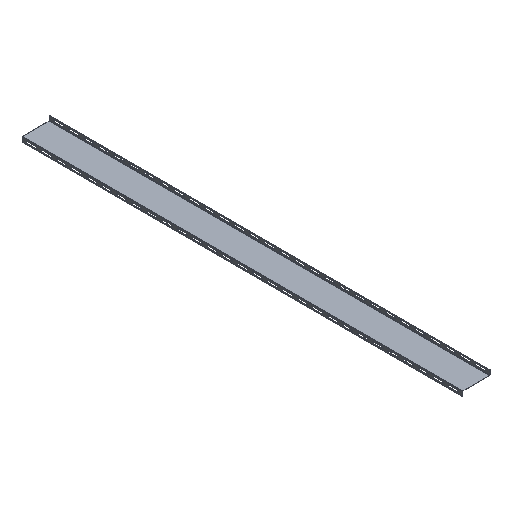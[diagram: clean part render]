
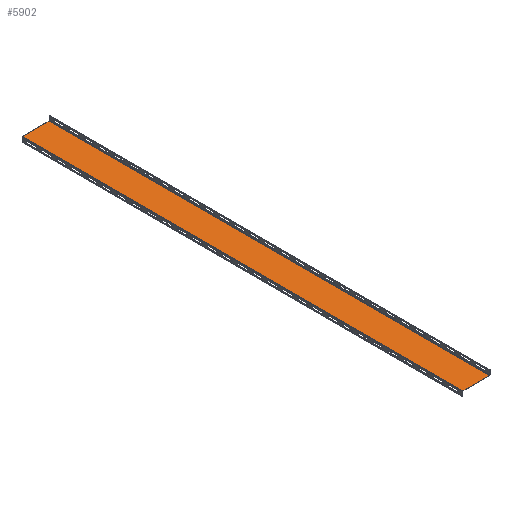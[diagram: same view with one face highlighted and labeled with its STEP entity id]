
A CAD part, isometric view. The second image highlights one B-rep face of the part: STEP entity #5902.
In plain terms, the highlighted planar face has unit normal (0, 0, 1).
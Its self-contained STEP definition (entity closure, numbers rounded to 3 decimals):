
#306 = CARTESIAN_POINT ( 'NONE',  ( 110.3, 1798., 0. ) ) ;
#490 = LINE ( 'NONE', #3051, #1297 ) ;
#864 = CARTESIAN_POINT ( 'NONE',  ( 0., 1798., 0. ) ) ;
#1297 = VECTOR ( 'NONE', #3004, 1000. ) ;
#1317 = ORIENTED_EDGE ( 'NONE', *, *, #3227, .T. ) ;
#1427 = CARTESIAN_POINT ( 'NONE',  ( 0., 0., 0. ) ) ;
#1877 = VERTEX_POINT ( 'NONE', #3950 ) ;
#1961 = DIRECTION ( 'NONE',  ( -1., 0., 0. ) ) ;
#2128 = CARTESIAN_POINT ( 'NONE',  ( 1.7, 1798., 0. ) ) ;
#2666 = ORIENTED_EDGE ( 'NONE', *, *, #5962, .F. ) ;
#2959 = VERTEX_POINT ( 'NONE', #306 ) ;
#3004 = DIRECTION ( 'NONE',  ( 1., 0., 0. ) ) ;
#3051 = CARTESIAN_POINT ( 'NONE',  ( 0., 0., 0. ) ) ;
#3227 = EDGE_CURVE ( 'NONE', #1877, #6252, #8110, .T. ) ;
#3286 = PLANE ( 'NONE',  #6247 ) ;
#3918 = ORIENTED_EDGE ( 'NONE', *, *, #4503, .T. ) ;
#3950 = CARTESIAN_POINT ( 'NONE',  ( 1.7, 1798., 0. ) ) ;
#4009 = CARTESIAN_POINT ( 'NONE',  ( 110.3, 0., 0. ) ) ;
#4223 = VECTOR ( 'NONE', #6240, 1000. ) ;
#4342 = VERTEX_POINT ( 'NONE', #4009 ) ;
#4503 = EDGE_CURVE ( 'NONE', #2959, #1877, #8215, .T. ) ;
#4601 = DIRECTION ( 'NONE',  ( 0., -1., 0. ) ) ;
#4625 = EDGE_LOOP ( 'NONE', ( #1317, #5883, #2666, #3918 ) ) ;
#4986 = EDGE_CURVE ( 'NONE', #6252, #4342, #490, .T. ) ;
#5465 = CARTESIAN_POINT ( 'NONE',  ( 1.7, 0., 0. ) ) ;
#5883 = ORIENTED_EDGE ( 'NONE', *, *, #4986, .T. ) ;
#5902 = ADVANCED_FACE ( 'NONE', ( #7994 ), #3286, .F. ) ;
#5962 = EDGE_CURVE ( 'NONE', #2959, #4342, #6754, .T. ) ;
#6060 = DIRECTION ( 'NONE',  ( 0., 0., -1. ) ) ;
#6108 = VECTOR ( 'NONE', #4601, 1000. ) ;
#6240 = DIRECTION ( 'NONE',  ( -1., 0., 0. ) ) ;
#6247 = AXIS2_PLACEMENT_3D ( 'NONE', #1427, #6060, #1961 ) ;
#6252 = VERTEX_POINT ( 'NONE', #5465 ) ;
#6754 = LINE ( 'NONE', #7464, #6108 ) ;
#7464 = CARTESIAN_POINT ( 'NONE',  ( 110.3, 1798., 0. ) ) ;
#7492 = DIRECTION ( 'NONE',  ( 0., -1., 0. ) ) ;
#7994 = FACE_OUTER_BOUND ( 'NONE', #4625, .T. ) ;
#8110 = LINE ( 'NONE', #2128, #8216 ) ;
#8215 = LINE ( 'NONE', #864, #4223 ) ;
#8216 = VECTOR ( 'NONE', #7492, 1000. ) ;
